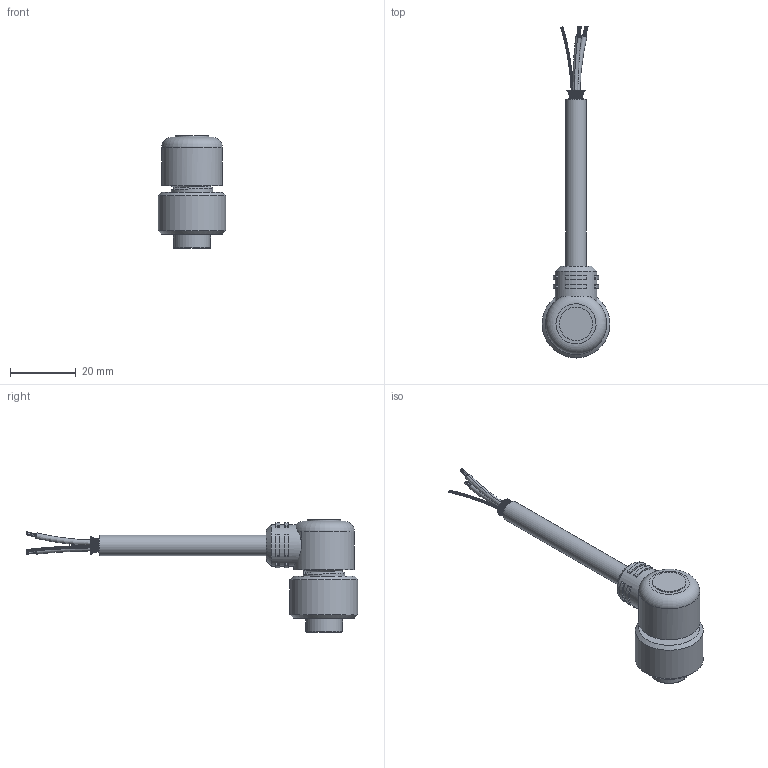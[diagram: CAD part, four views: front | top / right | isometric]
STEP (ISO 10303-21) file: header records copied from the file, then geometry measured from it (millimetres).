
FILE_DESCRIPTION(/* description */ (''),/* implementation_level */ '2;1');
FILE_NAME(/* name */ 'A2U.stp',/* time_stamp */ '2017-04-28T17:02:24-04:00',/* author */ ('aneininger'),/* organization */ (''),/* preprocessor_version */ 'ST-DEVELOPER v16.5',/* originating_system */ 'Autodesk Inventor 2017',/* authorisation */ '');
FILE_SCHEMA (('AUTOMOTIVE_DESIGN { 1 0 10303 214 3 1 1 }'));
Length unit declared in the file: inch
Products named in the file (1): A2U
Bounding box: 20.68 x 100.97 x 34.11 mm (x, y, z)
Volume: 10125.4 mm3; surface area: 6534.7 mm2
Topology: 2 solids, 2 shells, 752 faces, 2535 edges, 1570 vertices
Faces by surface type: bspline 398, plane 234, cylinder 111, cone 5, torus 4
Full cylindrical faces by diameter (mm): 0.127 x19, 0.203 x38, 2.235 x2, 2.54 x2, 3.353 x1, 3.988 x1, 4.115 x1, 4.142 x1, 4.267 x1, 6.223 x1, 6.35 x1, 10.16 x1, 12.649 x1, 12.7 x1, 12.827 x1, 14.605 x1, 15.875 x1, 18.542 x1, 20.682 x1
Entity records: 45514 total; most frequent: CARTESIAN_POINT 24518, ORIENTED_EDGE 4784, DIRECTION 4015, EDGE_CURVE 2387, AXIS2_PLACEMENT_3D 1921, VERTEX_POINT 1510, CIRCLE 1500, EDGE_LOOP 920
